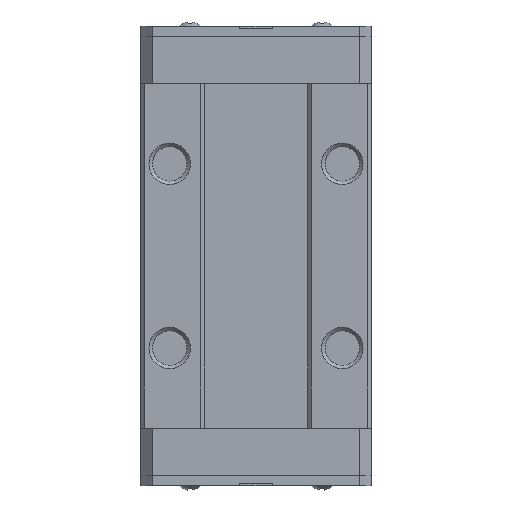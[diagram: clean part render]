
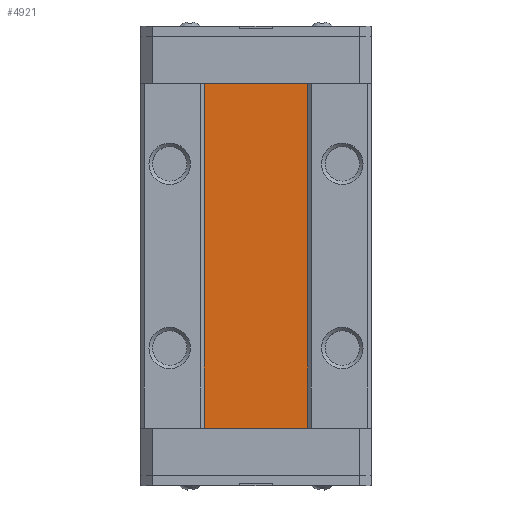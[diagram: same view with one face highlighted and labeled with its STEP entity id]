
A CAD part, top view. The second image highlights one B-rep face of the part: STEP entity #4921.
In plain terms, the highlighted planar face has unit normal (0, 0, 1).
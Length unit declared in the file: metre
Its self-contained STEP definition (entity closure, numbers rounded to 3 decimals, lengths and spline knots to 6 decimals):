
#85=LINE('',#7191,#663);
#86=LINE('',#7194,#664);
#87=LINE('',#7196,#665);
#88=LINE('',#7198,#666);
#663=VECTOR('',#5754,1.);
#664=VECTOR('',#5755,1.);
#665=VECTOR('',#5756,1.);
#666=VECTOR('',#5757,1.);
#1348=ORIENTED_EDGE('',*,*,#2773,.T.);
#1349=ORIENTED_EDGE('',*,*,#2774,.F.);
#1350=ORIENTED_EDGE('',*,*,#2775,.F.);
#1351=ORIENTED_EDGE('',*,*,#2776,.T.);
#2773=EDGE_CURVE('',#3484,#3485,#85,.T.);
#2774=EDGE_CURVE('',#3486,#3485,#86,.T.);
#2775=EDGE_CURVE('',#3487,#3486,#87,.T.);
#2776=EDGE_CURVE('',#3487,#3484,#88,.T.);
#3484=VERTEX_POINT('',#7192);
#3485=VERTEX_POINT('',#7193);
#3486=VERTEX_POINT('',#7195);
#3487=VERTEX_POINT('',#7197);
#4089=EDGE_LOOP('',(#1348,#1349,#1350,#1351));
#4397=FACE_BOUND('',#4089,.T.);
#4690=PLANE('',#5241);
#4921=ADVANCED_FACE('',(#4397),#4690,.T.);
#5241=AXIS2_PLACEMENT_3D('',#7190,#5752,#5753);
#5752=DIRECTION('',(0.,0.,1.));
#5753=DIRECTION('',(-1.,0.,0.));
#5754=DIRECTION('',(0.,1.,0.));
#5755=DIRECTION('',(1.,0.,0.));
#5756=DIRECTION('',(0.,1.,0.));
#5757=DIRECTION('',(1.,0.,0.));
#7190=CARTESIAN_POINT('',(0.,-0.01495,0.0037));
#7191=CARTESIAN_POINT('',(0.0045,-0.01495,0.0037));
#7192=CARTESIAN_POINT('',(0.0045,-0.01495,0.0037));
#7193=CARTESIAN_POINT('',(0.0045,0.01495,0.0037));
#7194=CARTESIAN_POINT('',(0.,0.01495,0.0037));
#7195=CARTESIAN_POINT('',(-0.0045,0.01495,0.0037));
#7196=CARTESIAN_POINT('',(-0.0045,-0.01495,0.0037));
#7197=CARTESIAN_POINT('',(-0.0045,-0.01495,0.0037));
#7198=CARTESIAN_POINT('',(0.,-0.01495,0.0037));
